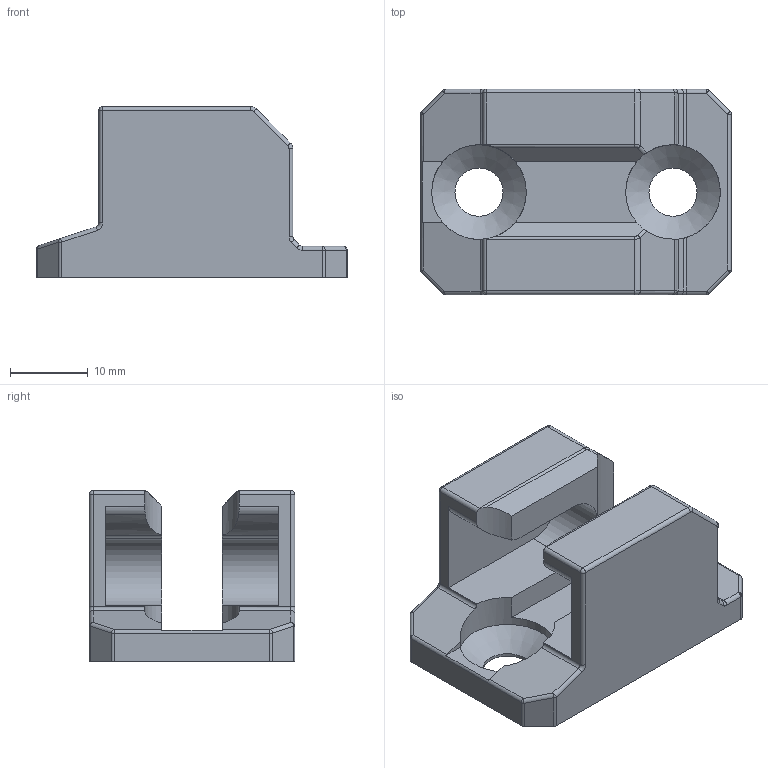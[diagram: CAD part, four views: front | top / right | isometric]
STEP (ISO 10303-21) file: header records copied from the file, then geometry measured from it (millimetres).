
FILE_DESCRIPTION( ( 'STEP AP203' ), '1' );
FILE_NAME( ' ', ' ', ( ' ' ), ( ' ' ), 'PSStep 10.0', ' ', ' ' );
FILE_SCHEMA( ( 'CONFIG_CONTROL_DESIGN' ) );
Length unit declared in the file: millimetre
Products named in the file (1): 1
Bounding box: 40 x 26.5 x 22 mm (x, y, z)
Volume: 7847 mm3; surface area: 5823.8 mm2
Topology: 1 solids, 1 shells, 192 faces, 472 edges, 264 vertices
Faces by surface type: cylinder 94, plane 50, sphere 22, torus 22, cone 2, bspline 2
Full cylindrical faces by diameter (mm): 6.2 x2, 12.2 x2
Entity records: 5552 total; most frequent: CARTESIAN_POINT 1047, DIRECTION 1018, ORIENTED_EDGE 888, EDGE_CURVE 444, AXIS2_PLACEMENT_3D 401, VERTEX_POINT 260, LINE 216, VECTOR 216
